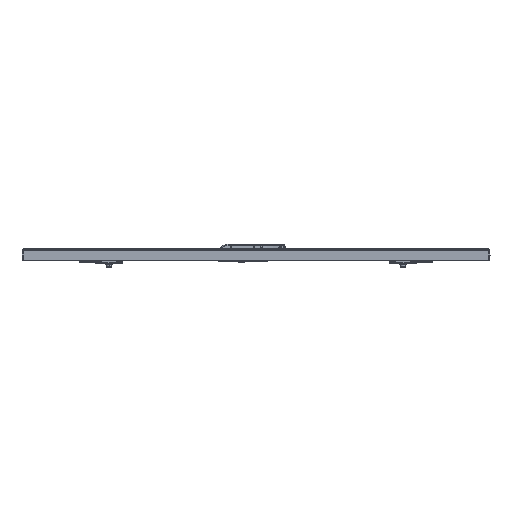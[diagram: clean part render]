
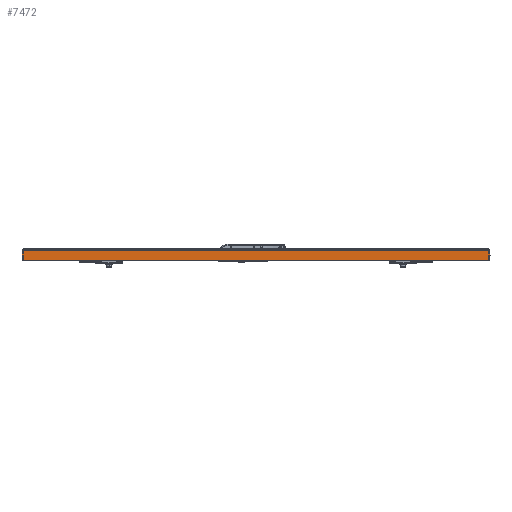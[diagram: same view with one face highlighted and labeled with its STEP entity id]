
A CAD part, left-side view. The second image highlights one B-rep face of the part: STEP entity #7472.
In plain terms, the highlighted planar face has unit normal (-1, 0, 0).
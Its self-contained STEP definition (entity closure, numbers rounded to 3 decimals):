
#1553 = EDGE_LOOP ( 'NONE', ( #6168, #6170, #6172, #6174, #6176, #6178 ) ) ;
#4727 = EDGE_CURVE ( 'NONE', #11603, #11606, #21361, .T. ) ;
#4734 = EDGE_CURVE ( 'NONE', #11611, #11607, #21368, .T. ) ;
#4740 = EDGE_CURVE ( 'NONE', #11607, #11613, #21364, .T. ) ;
#4749 = EDGE_CURVE ( 'NONE', #11608, #11611, #21382, .T. ) ;
#4755 = EDGE_CURVE ( 'NONE', #11606, #11613, #21386, .T. ) ;
#4757 = EDGE_CURVE ( 'NONE', #11608, #11603, #21390, .T. ) ;
#6168 = ORIENTED_EDGE ( 'NONE', *, *, #4757, .F. ) ;
#6170 = ORIENTED_EDGE ( 'NONE', *, *, #4749, .T. ) ;
#6172 = ORIENTED_EDGE ( 'NONE', *, *, #4734, .T. ) ;
#6174 = ORIENTED_EDGE ( 'NONE', *, *, #4740, .T. ) ;
#6176 = ORIENTED_EDGE ( 'NONE', *, *, #4755, .F. ) ;
#6178 = ORIENTED_EDGE ( 'NONE', *, *, #4727, .F. ) ;
#7472 = ADVANCED_FACE ( 'NONE', ( #25389 ), #25136, .F. ) ;
#11603 = VERTEX_POINT ( 'NONE', #34020 ) ;
#11606 = VERTEX_POINT ( 'NONE', #34023 ) ;
#11607 = VERTEX_POINT ( 'NONE', #34024 ) ;
#11608 = VERTEX_POINT ( 'NONE', #34025 ) ;
#11611 = VERTEX_POINT ( 'NONE', #34028 ) ;
#11613 = VERTEX_POINT ( 'NONE', #34030 ) ;
#21361 = LINE ( 'NONE', #21978, #21365 ) ;
#21364 = LINE ( 'NONE', #21994, #21377 ) ;
#21365 = VECTOR ( 'NONE', #21985, 1000. ) ;
#21368 = LINE ( 'NONE', #21988, #21371 ) ;
#21371 = VECTOR ( 'NONE', #21989, 1000. ) ;
#21377 = VECTOR ( 'NONE', #21998, 1000. ) ;
#21382 = LINE ( 'NONE', #22003, #21385 ) ;
#21385 = VECTOR ( 'NONE', #22004, 1000. ) ;
#21386 = LINE ( 'NONE', #22009, #21391 ) ;
#21390 = LINE ( 'NONE', #22011, #21393 ) ;
#21391 = VECTOR ( 'NONE', #22007, 1000. ) ;
#21393 = VECTOR ( 'NONE', #22013, 1000. ) ;
#21978 = CARTESIAN_POINT ( 'NONE',  ( -497., -397.5, -3. ) ) ;
#21985 = DIRECTION ( 'NONE',  ( 0., -1., 0. ) ) ;
#21988 = CARTESIAN_POINT ( 'NONE',  ( -497., 0., -20. ) ) ;
#21989 = DIRECTION ( 'NONE',  ( 0., -1., 0. ) ) ;
#21994 = CARTESIAN_POINT ( 'NONE',  ( -497., -397.5, 0. ) ) ;
#21998 = DIRECTION ( 'NONE',  ( 0., 0., 1. ) ) ;
#22003 = CARTESIAN_POINT ( 'NONE',  ( -497., 397.5, 0. ) ) ;
#22004 = DIRECTION ( 'NONE',  ( 0., 0., -1. ) ) ;
#22007 = DIRECTION ( 'NONE',  ( 0., -1., 0. ) ) ;
#22009 = CARTESIAN_POINT ( 'NONE',  ( -497., -397.5, -3. ) ) ;
#22011 = CARTESIAN_POINT ( 'NONE',  ( -497., -397.5, -3. ) ) ;
#22013 = DIRECTION ( 'NONE',  ( 0., -1., 0. ) ) ;
#25129 = CARTESIAN_POINT ( 'NONE',  ( -497., 0., 0. ) ) ;
#25136 = PLANE ( 'NONE',  #25200 ) ;
#25138 = DIRECTION ( 'NONE',  ( 1., 0., 0. ) ) ;
#25139 = DIRECTION ( 'NONE',  ( 0., 0., -1. ) ) ;
#25200 = AXIS2_PLACEMENT_3D ( 'NONE', #25129, #25138, #25139 ) ;
#25389 = FACE_OUTER_BOUND ( 'NONE', #1553, .T. ) ;
#34020 = CARTESIAN_POINT ( 'NONE',  ( -497., 394.5, -3. ) ) ;
#34023 = CARTESIAN_POINT ( 'NONE',  ( -497., -394.5, -3. ) ) ;
#34024 = CARTESIAN_POINT ( 'NONE',  ( -497., -397.5, -20. ) ) ;
#34025 = CARTESIAN_POINT ( 'NONE',  ( -497., 397.5, -3. ) ) ;
#34028 = CARTESIAN_POINT ( 'NONE',  ( -497., 397.5, -20. ) ) ;
#34030 = CARTESIAN_POINT ( 'NONE',  ( -497., -397.5, -3. ) ) ;
